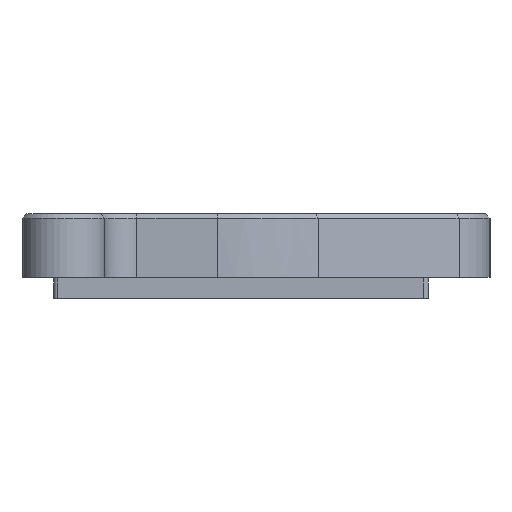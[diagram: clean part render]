
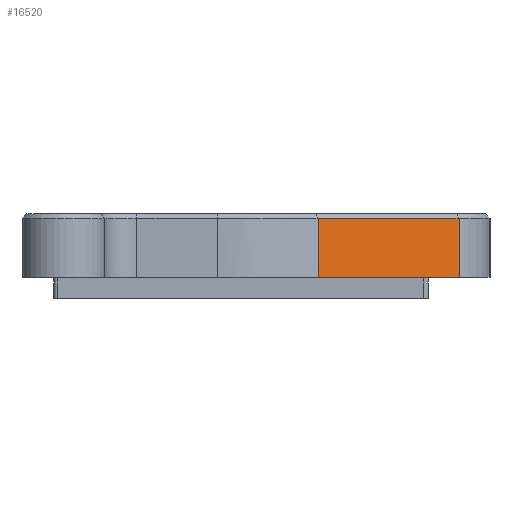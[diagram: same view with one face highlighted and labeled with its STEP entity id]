
A CAD part, left-side view. The second image highlights one B-rep face of the part: STEP entity #16520.
In plain terms, the highlighted planar face has unit normal (-0.851, -0.526, 0).
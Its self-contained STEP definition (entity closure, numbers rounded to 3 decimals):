
#971=PLANE('',#17660);
#1835=FACE_OUTER_BOUND('',#2874,.T.);
#2874=EDGE_LOOP('',(#14432,#14433,#14434,#14435));
#3302=LINE('',#22602,#5337);
#3494=LINE('',#23315,#5529);
#3955=LINE('',#24485,#5990);
#4975=LINE('',#26813,#7010);
#5337=VECTOR('',#18221,10.);
#5529=VECTOR('',#18579,10.);
#5990=VECTOR('',#19422,10.);
#7010=VECTOR('',#21324,10.);
#7407=VERTEX_POINT('',#22599);
#7408=VERTEX_POINT('',#22601);
#7557=VERTEX_POINT('',#23299);
#7559=VERTEX_POINT('',#23311);
#8904=EDGE_CURVE('',#7408,#7407,#3302,.T.);
#9125=EDGE_CURVE('',#7557,#7559,#3494,.T.);
#9685=EDGE_CURVE('',#7557,#7408,#3955,.T.);
#10814=EDGE_CURVE('',#7407,#7559,#4975,.T.);
#14432=ORIENTED_EDGE('',*,*,#9125,.F.);
#14433=ORIENTED_EDGE('',*,*,#9685,.T.);
#14434=ORIENTED_EDGE('',*,*,#8904,.T.);
#14435=ORIENTED_EDGE('',*,*,#10814,.T.);
#16520=ADVANCED_FACE('',(#1835),#971,.T.);
#17660=AXIS2_PLACEMENT_3D('',#26814,#21325,#21326);
#18221=DIRECTION('',(0.526,-0.851,0.));
#18579=DIRECTION('',(0.526,-0.851,0.));
#19422=DIRECTION('',(0.,0.,-1.));
#21324=DIRECTION('',(0.,0.,1.));
#21325=DIRECTION('center_axis',(-0.851,-0.526,0.));
#21326=DIRECTION('ref_axis',(-0.526,0.851,0.));
#22599=CARTESIAN_POINT('',(-128.174,51.613,39.6));
#22601=CARTESIAN_POINT('',(-136.444,64.989,39.6));
#22602=CARTESIAN_POINT('',(-98.588,3.761,39.6));
#23299=CARTESIAN_POINT('',(-136.444,64.989,45.2));
#23311=CARTESIAN_POINT('',(-128.174,51.613,45.2));
#23315=CARTESIAN_POINT('',(-124.547,45.746,45.2));
#24485=CARTESIAN_POINT('',(-136.444,64.989,39.6));
#26813=CARTESIAN_POINT('',(-128.174,51.613,45.6));
#26814=CARTESIAN_POINT('Origin',(-127.535,50.579,33.6));
